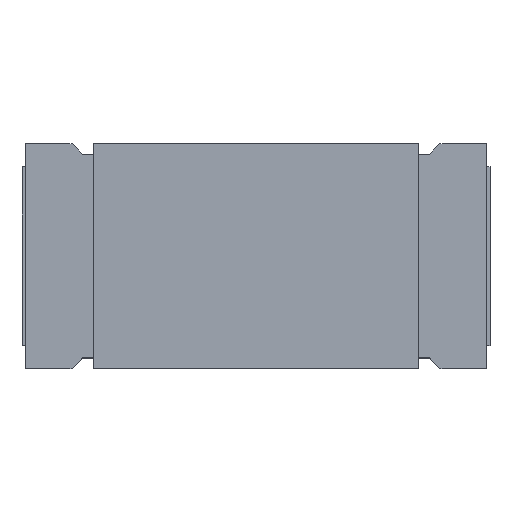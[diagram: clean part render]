
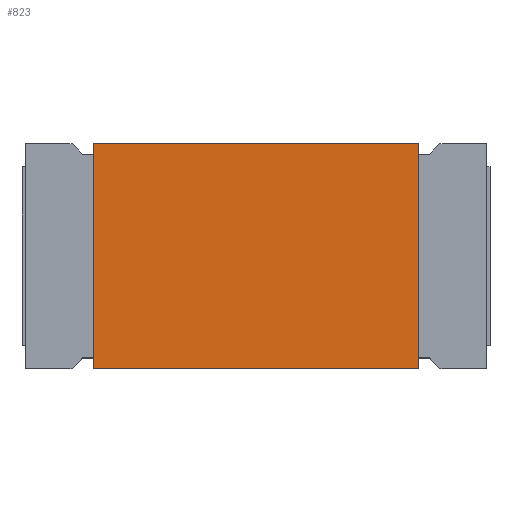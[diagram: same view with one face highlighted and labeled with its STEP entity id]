
A CAD part, top view. The second image highlights one B-rep face of the part: STEP entity #823.
In plain terms, the highlighted planar face has unit normal (0, 0, 1).
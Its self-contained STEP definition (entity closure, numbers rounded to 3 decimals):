
#823 = ADVANCED_FACE ( 'NONE', ( #1024 ), #1023, .T. ) ;
#824 = EDGE_LOOP ( 'NONE', ( #825, #829, #832, #835 ) ) ;
#825 = ORIENTED_EDGE ( 'NONE', *, *, #826, .F. ) ;
#826 = EDGE_CURVE ( 'NONE', #827, #828, #1021, .T. ) ;
#827 = VERTEX_POINT ( 'NONE', #1014 ) ;
#828 = VERTEX_POINT ( 'NONE', #1013 ) ;
#829 = ORIENTED_EDGE ( 'NONE', *, *, #830, .F. ) ;
#830 = EDGE_CURVE ( 'NONE', #831, #827, #1012, .T. ) ;
#831 = VERTEX_POINT ( 'NONE', #1008 ) ;
#832 = ORIENTED_EDGE ( 'NONE', *, *, #833, .F. ) ;
#833 = EDGE_CURVE ( 'NONE', #834, #831, #1007, .T. ) ;
#834 = VERTEX_POINT ( 'NONE', #1003 ) ;
#835 = ORIENTED_EDGE ( 'NONE', *, *, #836, .F. ) ;
#836 = EDGE_CURVE ( 'NONE', #828, #834, #1002, .T. ) ;
#999 = DIRECTION ( 'NONE',  ( -1., 0., 0. ) ) ;
#1000 = VECTOR ( 'NONE', #999, 1000. ) ;
#1001 = CARTESIAN_POINT ( 'NONE',  ( 1.156, -0.8, 0.45 ) ) ;
#1002 = LINE ( 'NONE', #1001, #1000 ) ;
#1003 = CARTESIAN_POINT ( 'NONE',  ( -1.156, -0.8, 0.45 ) ) ;
#1004 = DIRECTION ( 'NONE',  ( 0., 1., 0. ) ) ;
#1005 = VECTOR ( 'NONE', #1004, 1000. ) ;
#1006 = CARTESIAN_POINT ( 'NONE',  ( -1.156, -0.8, 0.45 ) ) ;
#1007 = LINE ( 'NONE', #1006, #1005 ) ;
#1008 = CARTESIAN_POINT ( 'NONE',  ( -1.156, 0.8, 0.45 ) ) ;
#1009 = DIRECTION ( 'NONE',  ( 1., 0., 0. ) ) ;
#1010 = VECTOR ( 'NONE', #1009, 1000. ) ;
#1011 = CARTESIAN_POINT ( 'NONE',  ( -1.156, 0.8, 0.45 ) ) ;
#1012 = LINE ( 'NONE', #1011, #1010 ) ;
#1013 = CARTESIAN_POINT ( 'NONE',  ( 1.156, -0.8, 0.45 ) ) ;
#1014 = CARTESIAN_POINT ( 'NONE',  ( 1.156, 0.8, 0.45 ) ) ;
#1015 = DIRECTION ( 'NONE',  ( 0., -1., 0. ) ) ;
#1016 = VECTOR ( 'NONE', #1015, 1000. ) ;
#1017 = CARTESIAN_POINT ( 'NONE',  ( 1.156, 0.8, 0.45 ) ) ;
#1018 = DIRECTION ( 'NONE',  ( 1., 0., 0. ) ) ;
#1019 = DIRECTION ( 'NONE',  ( 0., 0., 1. ) ) ;
#1020 = CARTESIAN_POINT ( 'NONE',  ( -1.156, 0.8, 0.45 ) ) ;
#1021 = LINE ( 'NONE', #1017, #1016 ) ;
#1022 = AXIS2_PLACEMENT_3D ( 'NONE', #1020, #1019, #1018 ) ;
#1023 = PLANE ( 'NONE',  #1022 ) ;
#1024 = FACE_OUTER_BOUND ( 'NONE', #824, .T. ) ;
